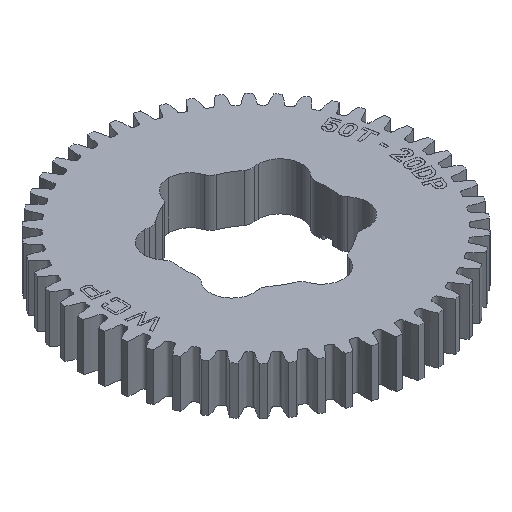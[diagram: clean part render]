
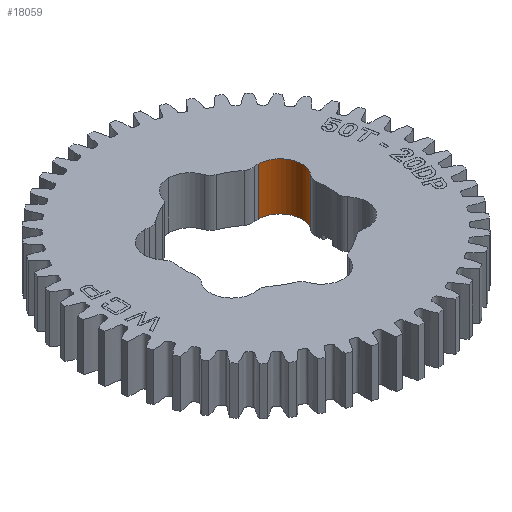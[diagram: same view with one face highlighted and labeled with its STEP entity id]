
A CAD part, isometric view. The second image highlights one B-rep face of the part: STEP entity #18059.
In plain terms, the highlighted cylindrical face has radius 4.366 mm (diameter 8.731 mm), a partial arc.
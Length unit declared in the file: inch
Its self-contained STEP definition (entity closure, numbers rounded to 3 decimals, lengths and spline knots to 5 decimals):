
#61 = ORIENTED_EDGE ( 'NONE', *, *, #12558, .F. ) ;
#121 = CYLINDRICAL_SURFACE ( 'NONE', #8681, 0.17188 ) ;
#828 = ORIENTED_EDGE ( 'NONE', *, *, #14727, .T. ) ;
#1079 = ORIENTED_EDGE ( 'NONE', *, *, #16586, .T. ) ;
#1808 = CIRCLE ( 'NONE', #23002, 0.17188 ) ;
#1899 = CARTESIAN_POINT ( 'NONE',  ( 0.44654, 0.25781, 0.25 ) ) ;
#2192 = VERTEX_POINT ( 'NONE', #26092 ) ;
#3737 = VERTEX_POINT ( 'NONE', #21664 ) ;
#3981 = EDGE_LOOP ( 'NONE', ( #828, #20333, #1079, #61 ) ) ;
#6028 = DIRECTION ( 'NONE',  ( 1., 0., 0. ) ) ;
#6207 = DIRECTION ( 'NONE',  ( 0., 0., -1. ) ) ;
#6545 = VECTOR ( 'NONE', #6207, 39.37008 ) ;
#8456 = CARTESIAN_POINT ( 'NONE',  ( 0.44654, 0.25781, 0.1875 ) ) ;
#8534 = CARTESIAN_POINT ( 'NONE',  ( 0.44654, 0.42969, 0.1875 ) ) ;
#8633 = CARTESIAN_POINT ( 'NONE',  ( 0.57566, 0.14437, 0.25 ) ) ;
#8681 = AXIS2_PLACEMENT_3D ( 'NONE', #1899, #18822, #16276 ) ;
#10539 = LINE ( 'NONE', #8633, #6545 ) ;
#11776 = CARTESIAN_POINT ( 'NONE',  ( 0.57566, 0.14437, -0.1875 ) ) ;
#12163 = CIRCLE ( 'NONE', #26430, 0.17188 ) ;
#12558 = EDGE_CURVE ( 'NONE', #3737, #19409, #10539, .T. ) ;
#14298 = DIRECTION ( 'NONE',  ( 0., 0., -1. ) ) ;
#14727 = EDGE_CURVE ( 'NONE', #3737, #24111, #1808, .T. ) ;
#16276 = DIRECTION ( 'NONE',  ( 0., 1., 0. ) ) ;
#16586 = EDGE_CURVE ( 'NONE', #2192, #19409, #12163, .T. ) ;
#16997 = DIRECTION ( 'NONE',  ( -1., 0., 0. ) ) ;
#17450 = CARTESIAN_POINT ( 'NONE',  ( 0.44654, 0.42969, 0.25 ) ) ;
#17578 = DIRECTION ( 'NONE',  ( 0., 0., -1. ) ) ;
#18059 = ADVANCED_FACE ( 'NONE', ( #22489 ), #121, .F. ) ;
#18822 = DIRECTION ( 'NONE',  ( 0., 0., -1. ) ) ;
#19342 = LINE ( 'NONE', #17450, #21279 ) ;
#19409 = VERTEX_POINT ( 'NONE', #11776 ) ;
#20333 = ORIENTED_EDGE ( 'NONE', *, *, #22521, .T. ) ;
#21279 = VECTOR ( 'NONE', #17578, 39.37008 ) ;
#21664 = CARTESIAN_POINT ( 'NONE',  ( 0.57566, 0.14437, 0.1875 ) ) ;
#22489 = FACE_OUTER_BOUND ( 'NONE', #3981, .T. ) ;
#22521 = EDGE_CURVE ( 'NONE', #24111, #2192, #19342, .T. ) ;
#22951 = DIRECTION ( 'NONE',  ( 0., 0., 1. ) ) ;
#23002 = AXIS2_PLACEMENT_3D ( 'NONE', #8456, #22951, #16997 ) ;
#24111 = VERTEX_POINT ( 'NONE', #8534 ) ;
#24598 = CARTESIAN_POINT ( 'NONE',  ( 0.44654, 0.25781, -0.1875 ) ) ;
#26092 = CARTESIAN_POINT ( 'NONE',  ( 0.44654, 0.42969, -0.1875 ) ) ;
#26430 = AXIS2_PLACEMENT_3D ( 'NONE', #24598, #14298, #6028 ) ;
